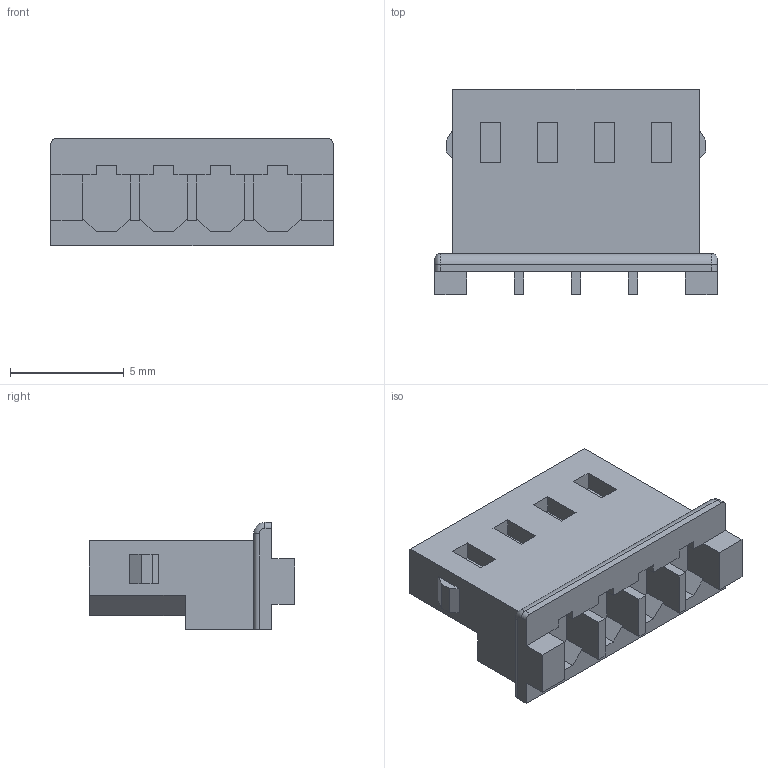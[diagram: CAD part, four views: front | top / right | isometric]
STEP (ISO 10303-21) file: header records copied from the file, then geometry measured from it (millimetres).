
FILE_DESCRIPTION((''),'2;1');
FILE_NAME('050375043','2016-10-25T',('gsharma'),(''),'PRO/ENGINEER BY PARAMETRIC TECHNOLOGY CORPORATION, 2012310','PRO/ENGINEER BY PARAMETRIC TECHNOLOGY CORPORATION, 2012310','');
FILE_SCHEMA(('CONFIG_CONTROL_DESIGN'));
Length unit declared in the file: millimetre
Products named in the file (1): 050375043
Bounding box: 12.4 x 9 x 4.7 mm (x, y, z)
Volume: 295.6 mm3; surface area: 437.5 mm2
Topology: 1 solids, 1 shells, 140 faces, 375 edges, 258 vertices
Faces by surface type: plane 117, cylinder 13, cone 8, torus 1, bspline 1
Entity records: 4317 total; most frequent: CARTESIAN_POINT 767, ORIENTED_EDGE 728, DIRECTION 691, EDGE_CURVE 364, VECTOR 339, LINE 339, VERTEX_POINT 236, AXIS2_PLACEMENT_3D 176
